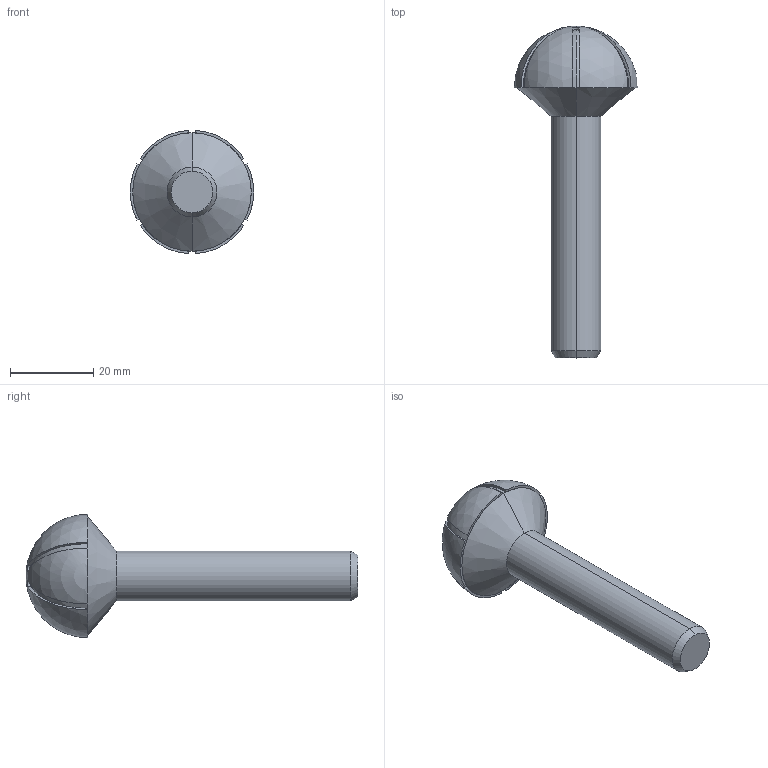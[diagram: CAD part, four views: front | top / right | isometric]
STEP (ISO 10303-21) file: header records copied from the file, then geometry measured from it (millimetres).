
FILE_DESCRIPTION (( 'STEP AP214' ), '1' );
FILE_NAME ('TA-00239.STEP', '2026-03-17T10:11:32', ( '' ), ( '' ), 'SwSTEP 2.0', 'SolidWorks 2023', '' );
FILE_SCHEMA (( 'AUTOMOTIVE_DESIGN' ));
Length unit declared in the file: millimetre
Products named in the file (5): VP-00065_Formed; TR-00009; VT-00008; TA-00239; VR-00015
Assembly tree (4 placements, depth 3):
  TA-00239
    VR-00015
      TR-00009
      VT-00008
    VP-00065_Formed
Bounding box: 29.7 x 79.84 x 29.66 mm (x, y, z)
Volume: 15640.5 mm3; surface area: 8131.9 mm2
Topology: 3 solids, 3 shells, 53 faces, 142 edges, 87 vertices
Faces by surface type: cone 20, sphere 10, cylinder 10, plane 7, bspline 6
Entity records: 2831 total; most frequent: CARTESIAN_POINT 1446, DIRECTION 284, ORIENTED_EDGE 260, EDGE_CURVE 130, AXIS2_PLACEMENT_3D 127, VERTEX_POINT 81, CIRCLE 72, ADVANCED_FACE 53
